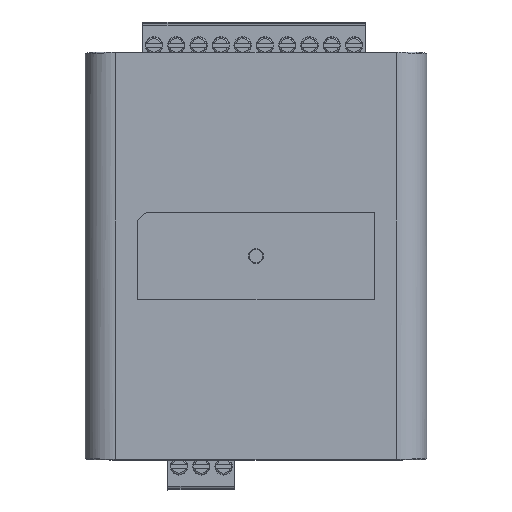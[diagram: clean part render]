
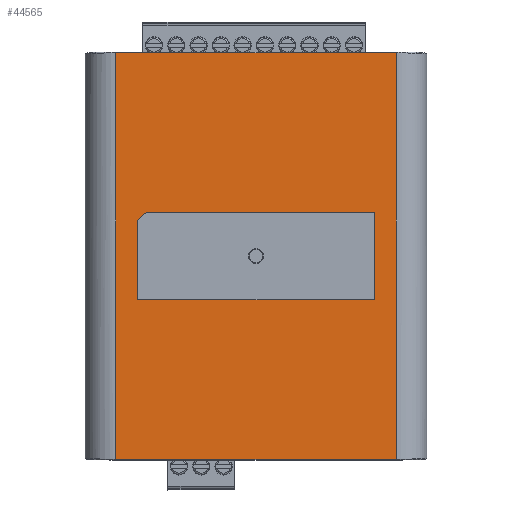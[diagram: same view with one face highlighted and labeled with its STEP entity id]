
A CAD part, top view. The second image highlights one B-rep face of the part: STEP entity #44565.
In plain terms, the highlighted planar face has unit normal (0, 0, 1).
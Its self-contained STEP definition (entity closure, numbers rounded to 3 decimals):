
#429=FACE_BOUND('',#5055,.T.);
#1697=CIRCLE('',#47479,0.517);
#1698=CIRCLE('',#47480,0.517);
#1699=CIRCLE('',#47481,0.517);
#2592=FACE_OUTER_BOUND('',#5054,.T.);
#5054=EDGE_LOOP('',(#31032,#31033,#31034,#31035));
#5055=EDGE_LOOP('',(#31036,#31037,#31038,#31039,#31040,#31041,#31042,#31043));
#7934=LINE('',#65477,#13219);
#7935=LINE('',#65480,#13220);
#7947=LINE('',#65658,#13232);
#7953=LINE('',#65867,#13238);
#7954=LINE('',#65868,#13239);
#7955=LINE('',#65869,#13240);
#7956=LINE('',#65871,#13241);
#7957=LINE('',#65875,#13242);
#7958=LINE('',#65879,#13243);
#13219=VECTOR('',#52368,1.);
#13220=VECTOR('',#52371,1.);
#13232=VECTOR('',#52391,1.);
#13238=VECTOR('',#52425,1.);
#13239=VECTOR('',#52426,1.);
#13240=VECTOR('',#52427,1.);
#13241=VECTOR('',#52428,1.);
#13242=VECTOR('',#52431,1.);
#13243=VECTOR('',#52434,1.);
#18616=VERTEX_POINT('',#65341);
#18617=VERTEX_POINT('',#65389);
#18619=VERTEX_POINT('',#65470);
#18622=VERTEX_POINT('',#65475);
#18623=VERTEX_POINT('',#65479);
#18637=VERTEX_POINT('',#65582);
#18649=VERTEX_POINT('',#65866);
#18650=VERTEX_POINT('',#65870);
#18651=VERTEX_POINT('',#65872);
#18652=VERTEX_POINT('',#65874);
#18653=VERTEX_POINT('',#65876);
#18654=VERTEX_POINT('',#65878);
#23338=EDGE_CURVE('',#18619,#18622,#7934,.T.);
#23339=EDGE_CURVE('',#18619,#18623,#7935,.T.);
#23356=EDGE_CURVE('',#18637,#18616,#7947,.T.);
#23376=EDGE_CURVE('',#18617,#18649,#7953,.T.);
#23377=EDGE_CURVE('',#18649,#18637,#7954,.T.);
#23378=EDGE_CURVE('',#18616,#18617,#7955,.T.);
#23379=EDGE_CURVE('',#18650,#18623,#7956,.T.);
#23380=EDGE_CURVE('',#18651,#18622,#1697,.T.);
#23381=EDGE_CURVE('',#18651,#18652,#7957,.T.);
#23382=EDGE_CURVE('',#18653,#18652,#1698,.T.);
#23383=EDGE_CURVE('',#18653,#18654,#7958,.T.);
#23384=EDGE_CURVE('',#18650,#18654,#1699,.T.);
#31032=ORIENTED_EDGE('',*,*,#23376,.T.);
#31033=ORIENTED_EDGE('',*,*,#23377,.T.);
#31034=ORIENTED_EDGE('',*,*,#23356,.T.);
#31035=ORIENTED_EDGE('',*,*,#23378,.T.);
#31036=ORIENTED_EDGE('',*,*,#23379,.T.);
#31037=ORIENTED_EDGE('',*,*,#23339,.F.);
#31038=ORIENTED_EDGE('',*,*,#23338,.T.);
#31039=ORIENTED_EDGE('',*,*,#23380,.F.);
#31040=ORIENTED_EDGE('',*,*,#23381,.T.);
#31041=ORIENTED_EDGE('',*,*,#23382,.F.);
#31042=ORIENTED_EDGE('',*,*,#23383,.T.);
#31043=ORIENTED_EDGE('',*,*,#23384,.F.);
#42547=PLANE('',#47478);
#44565=ADVANCED_FACE('',(#2592,#429),#42547,.T.);
#47478=AXIS2_PLACEMENT_3D('',#65865,#52423,#52424);
#47479=AXIS2_PLACEMENT_3D('',#65873,#52429,#52430);
#47480=AXIS2_PLACEMENT_3D('',#65877,#52432,#52433);
#47481=AXIS2_PLACEMENT_3D('',#65880,#52435,#52436);
#52368=DIRECTION('',(1.,0.,0.));
#52371=DIRECTION('',(-0.707,-0.707,0.));
#52391=DIRECTION('',(0.,-1.,0.));
#52423=DIRECTION('center_axis',(0.,0.,1.));
#52424=DIRECTION('ref_axis',(1.,0.,0.));
#52425=DIRECTION('',(0.,1.,0.));
#52426=DIRECTION('',(-1.,0.,0.));
#52427=DIRECTION('',(1.,0.,0.));
#52428=DIRECTION('',(0.,1.,0.));
#52429=DIRECTION('center_axis',(0.,0.,1.));
#52430=DIRECTION('ref_axis',(0.707,0.707,0.));
#52431=DIRECTION('',(0.,-1.,0.));
#52432=DIRECTION('center_axis',(0.,0.,1.));
#52433=DIRECTION('ref_axis',(0.707,-0.707,0.));
#52434=DIRECTION('',(-1.,0.,0.));
#52435=DIRECTION('center_axis',(0.,0.,1.));
#52436=DIRECTION('ref_axis',(-0.707,-0.707,0.));
#65341=CARTESIAN_POINT('',(5.041,-2.791,28.));
#65389=CARTESIAN_POINT('',(68.959,-2.791,28.));
#65470=CARTESIAN_POINT('',(11.945,53.517,28.));
#65475=CARTESIAN_POINT('',(63.5,53.517,28.));
#65477=CARTESIAN_POINT('',(7.5,53.517,28.));
#65479=CARTESIAN_POINT('',(9.983,51.555,28.));
#65480=CARTESIAN_POINT('',(14.723,56.295,28.));
#65582=CARTESIAN_POINT('',(5.041,89.791,28.));
#65658=CARTESIAN_POINT('',(5.041,0.,28.));
#65865=CARTESIAN_POINT('Origin',(5.,0.,28.));
#65866=CARTESIAN_POINT('',(68.959,89.791,28.));
#65867=CARTESIAN_POINT('',(68.959,90.,28.));
#65868=CARTESIAN_POINT('',(5.,89.791,28.));
#65869=CARTESIAN_POINT('',(68.959,-2.791,28.));
#65870=CARTESIAN_POINT('',(9.983,34.,28.));
#65871=CARTESIAN_POINT('',(9.983,16.75,28.));
#65872=CARTESIAN_POINT('',(64.017,53.,28.));
#65873=CARTESIAN_POINT('Origin',(63.5,53.,28.));
#65874=CARTESIAN_POINT('',(64.017,34.,28.));
#65875=CARTESIAN_POINT('',(64.017,26.75,28.));
#65876=CARTESIAN_POINT('',(63.5,33.483,28.));
#65877=CARTESIAN_POINT('Origin',(63.5,34.,28.));
#65878=CARTESIAN_POINT('',(10.5,33.483,28.));
#65879=CARTESIAN_POINT('',(34.5,33.483,28.));
#65880=CARTESIAN_POINT('Origin',(10.5,34.,28.));
